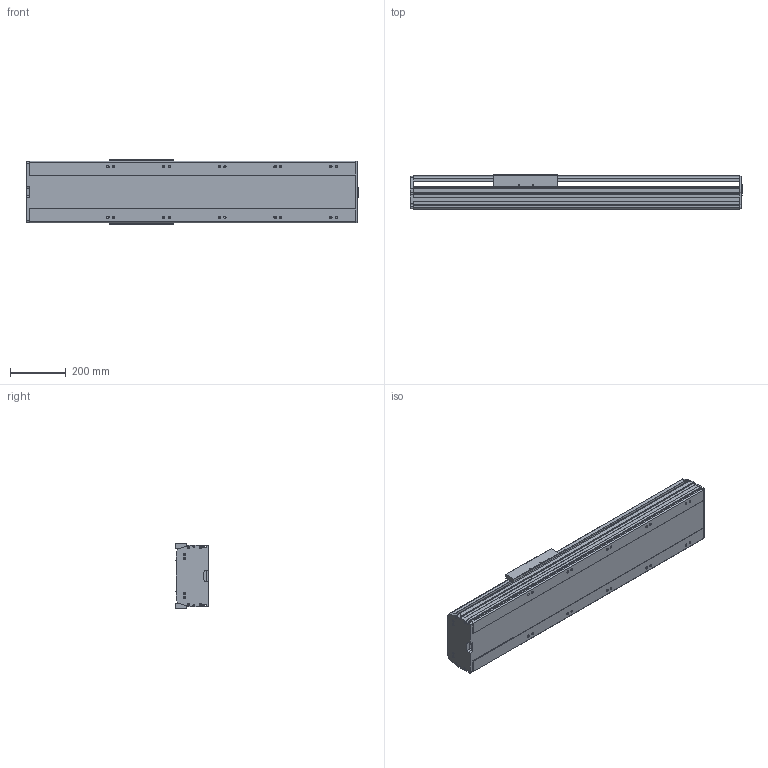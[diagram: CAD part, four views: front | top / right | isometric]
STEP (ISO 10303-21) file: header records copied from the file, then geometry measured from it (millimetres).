
FILE_DESCRIPTION (( 'STEP AP214' ), '1' );
FILE_NAME ('WEX220BC-25XLD-0600XXXX.STEP', '2025-02-28T16:49:47', ( '' ), ( '' ), 'SwSTEP 2.0', 'SolidWorks 2022', '' );
FILE_SCHEMA (( 'AUTOMOTIVE_DESIGN' ));
Length unit declared in the file: millimetre
Products named in the file (6): WEX220BC-25XLD-0600XXXX; WEX220-600-1; WEX220-600-2; FANG STICKER; WEX220-600-4; WEX220-600CARRIAGE
Assembly tree (4 placements, depth 2):
  WEX220BC-25XLD-0600XXXX
    WEX220-600-1
    WEX220-600CARRIAGE
    WEX220-600-4
    FANG STICKER
  WEX220-600-2
Bounding box: 1191.8 x 122 x 230 mm (x, y, z)
Volume: 14448585 mm3; surface area: 1800425.8 mm2
Topology: 4 solids, 4 shells, 829 faces, 2203 edges, 1408 vertices
Faces by surface type: plane 506, cylinder 235, cone 64, torus 24
Entity records: 25801 total; most frequent: CARTESIAN_POINT 4783, DIRECTION 4329, ORIENTED_EDGE 4294, EDGE_CURVE 2147, VECTOR 1621, LINE 1621, VERTEX_POINT 1408, AXIS2_PLACEMENT_3D 1354
